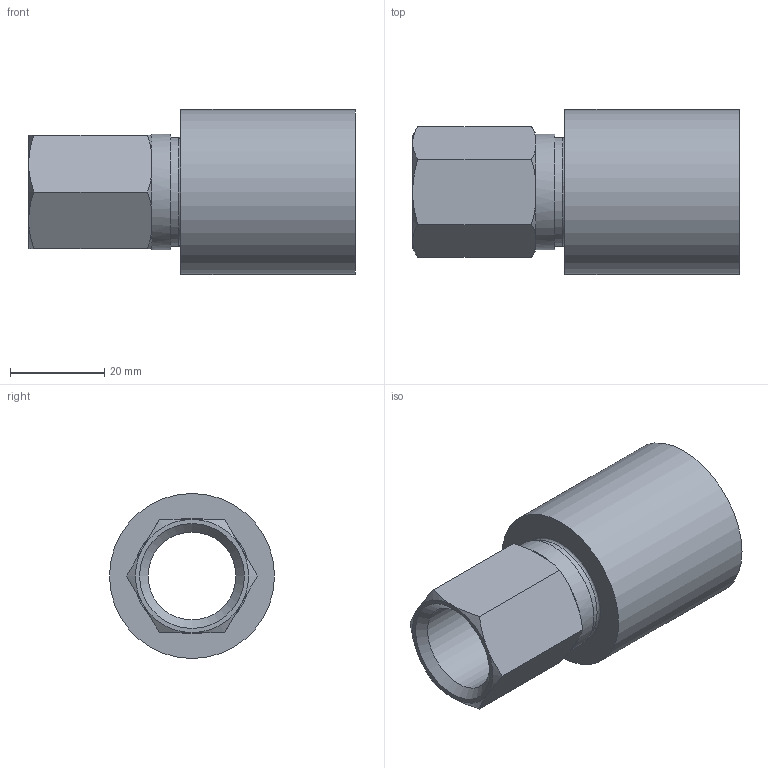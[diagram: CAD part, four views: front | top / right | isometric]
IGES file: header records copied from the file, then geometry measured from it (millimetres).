
Global section: file name: 33850; native system: Autodesk Inventor 2014; preprocessor: unknown; author: seihe2; date: 20150722.135708; units: millimetre
Bounding box: 69.3 x 35 x 35 mm (x, y, z)
Volume: 13127.8 mm3; surface area: 14013.3 mm2
Topology: 2 solids, 2 shells, 43 faces, 95 edges, 60 vertices
Faces by surface type: plane 20, cone 12, revolution 8, cylinder 3
Full cylindrical faces by diameter (mm): 23.1 x1, 24.6 x1, 35 x1
